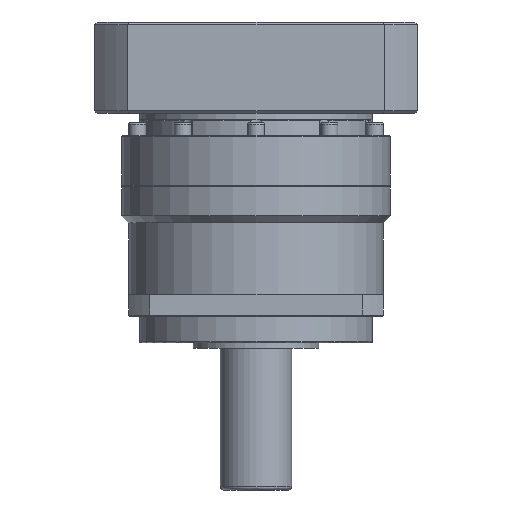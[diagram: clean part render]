
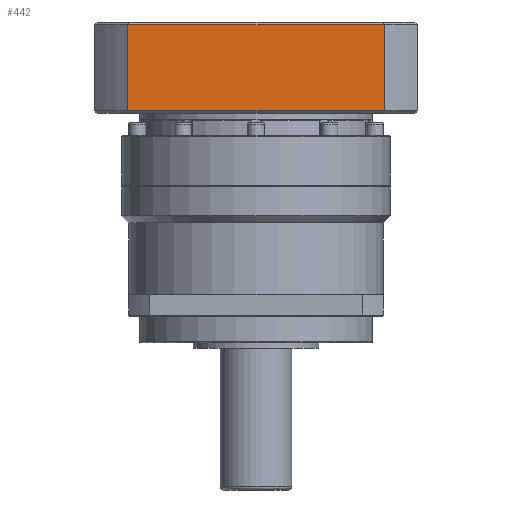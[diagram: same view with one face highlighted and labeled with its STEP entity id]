
A CAD part, front view. The second image highlights one B-rep face of the part: STEP entity #442.
In plain terms, the highlighted planar face has unit normal (0, -1, 0).
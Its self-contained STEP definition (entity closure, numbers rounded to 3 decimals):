
#442 = ADVANCED_FACE ( 'NONE', ( #10892 ), #17248, .F. ) ;
#2571 = DIRECTION ( 'NONE',  ( 0., 0., -1. ) ) ;
#2686 = CARTESIAN_POINT ( 'NONE',  ( 71.589, -90., 0. ) ) ;
#2861 = VECTOR ( 'NONE', #9447, 1000. ) ;
#3140 = ORIENTED_EDGE ( 'NONE', *, *, #16026, .F. ) ;
#3149 = VECTOR ( 'NONE', #2571, 1000. ) ;
#4053 = EDGE_CURVE ( 'NONE', #30995, #9992, #16798, .T. ) ;
#4675 = CARTESIAN_POINT ( 'NONE',  ( -71.589, -90., 58.5 ) ) ;
#5715 = EDGE_LOOP ( 'NONE', ( #20447, #25595, #15262, #3140 ) ) ;
#7362 = VERTEX_POINT ( 'NONE', #12350 ) ;
#8951 = EDGE_CURVE ( 'NONE', #7362, #30995, #12461, .T. ) ;
#9447 = DIRECTION ( 'NONE',  ( -1., 0., 0. ) ) ;
#9992 = VERTEX_POINT ( 'NONE', #13995 ) ;
#10076 = CARTESIAN_POINT ( 'NONE',  ( 71.589, -90., 57. ) ) ;
#10892 = FACE_OUTER_BOUND ( 'NONE', #5715, .T. ) ;
#10933 = VECTOR ( 'NONE', #22454, 1000. ) ;
#12350 = CARTESIAN_POINT ( 'NONE',  ( -71.589, -90., 57. ) ) ;
#12461 = LINE ( 'NONE', #21296, #25882 ) ;
#13832 = DIRECTION ( 'NONE',  ( 1., 0., 0. ) ) ;
#13995 = CARTESIAN_POINT ( 'NONE',  ( 71.589, -90., 9. ) ) ;
#15262 = ORIENTED_EDGE ( 'NONE', *, *, #16126, .F. ) ;
#15980 = AXIS2_PLACEMENT_3D ( 'NONE', #32405, #32297, #32257 ) ;
#16026 = EDGE_CURVE ( 'NONE', #9992, #25713, #23135, .T. ) ;
#16126 = EDGE_CURVE ( 'NONE', #25713, #7362, #30266, .T. ) ;
#16798 = LINE ( 'NONE', #2686, #3149 ) ;
#17248 = PLANE ( 'NONE',  #15980 ) ;
#20447 = ORIENTED_EDGE ( 'NONE', *, *, #4053, .F. ) ;
#21296 = CARTESIAN_POINT ( 'NONE',  ( -71.589, -90., 57. ) ) ;
#22024 = CARTESIAN_POINT ( 'NONE',  ( -35.795, -90., 9. ) ) ;
#22454 = DIRECTION ( 'NONE',  ( 0., 0., 1. ) ) ;
#23135 = LINE ( 'NONE', #22024, #2861 ) ;
#25595 = ORIENTED_EDGE ( 'NONE', *, *, #8951, .F. ) ;
#25713 = VERTEX_POINT ( 'NONE', #27330 ) ;
#25882 = VECTOR ( 'NONE', #13832, 1000. ) ;
#27330 = CARTESIAN_POINT ( 'NONE',  ( -71.589, -90., 9. ) ) ;
#30266 = LINE ( 'NONE', #4675, #10933 ) ;
#30995 = VERTEX_POINT ( 'NONE', #10076 ) ;
#32257 = DIRECTION ( 'NONE',  ( -1., 0., 0. ) ) ;
#32297 = DIRECTION ( 'NONE',  ( 0., 1., 0. ) ) ;
#32405 = CARTESIAN_POINT ( 'NONE',  ( -71.589, -90., 58.5 ) ) ;
